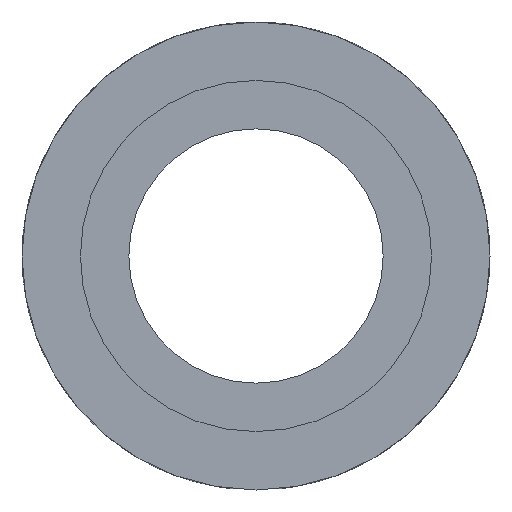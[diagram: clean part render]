
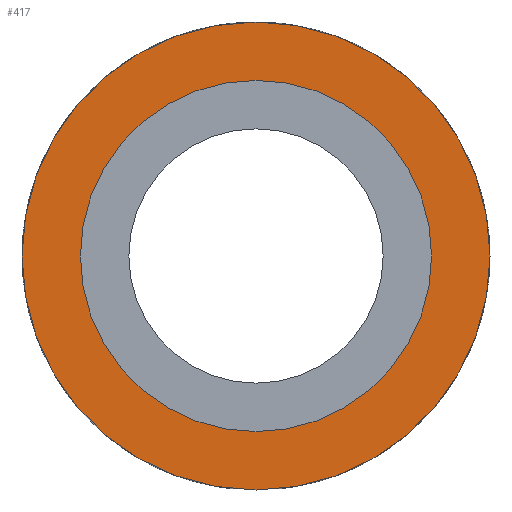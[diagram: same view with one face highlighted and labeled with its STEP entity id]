
A CAD part, front view. The second image highlights one B-rep face of the part: STEP entity #417.
In plain terms, the highlighted planar face has unit normal (0, -1, 0).
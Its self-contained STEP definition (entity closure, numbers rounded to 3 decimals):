
#25=PLANE('',#483);
#135=ORIENTED_EDGE('',*,*,#225,.F.);
#136=ORIENTED_EDGE('',*,*,#224,.T.);
#224=EDGE_CURVE('',#273,#273,#298,.T.);
#225=EDGE_CURVE('',#274,#274,#299,.T.);
#273=VERTEX_POINT('',#723);
#274=VERTEX_POINT('',#726);
#298=CIRCLE('',#482,11.5);
#299=CIRCLE('',#484,8.63);
#326=EDGE_LOOP('',(#135));
#327=EDGE_LOOP('',(#136));
#376=FACE_BOUND('',#326,.T.);
#377=FACE_BOUND('',#327,.T.);
#417=ADVANCED_FACE('',(#376,#377),#25,.F.);
#482=AXIS2_PLACEMENT_3D('',#722,#582,#583);
#483=AXIS2_PLACEMENT_3D('',#724,#584,#585);
#484=AXIS2_PLACEMENT_3D('',#725,#586,#587);
#582=DIRECTION('',(0.,-1.,0.));
#583=DIRECTION('',(0.,0.,-1.));
#584=DIRECTION('',(0.,1.,0.));
#585=DIRECTION('',(0.,0.,1.));
#586=DIRECTION('',(0.,-1.,0.));
#587=DIRECTION('',(0.,0.,-1.));
#722=CARTESIAN_POINT('',(0.,0.,0.));
#723=CARTESIAN_POINT('',(0.,0.,-11.5));
#724=CARTESIAN_POINT('',(11.5,0.,0.));
#725=CARTESIAN_POINT('',(0.,0.,0.));
#726=CARTESIAN_POINT('',(0.,0.,-8.63));
